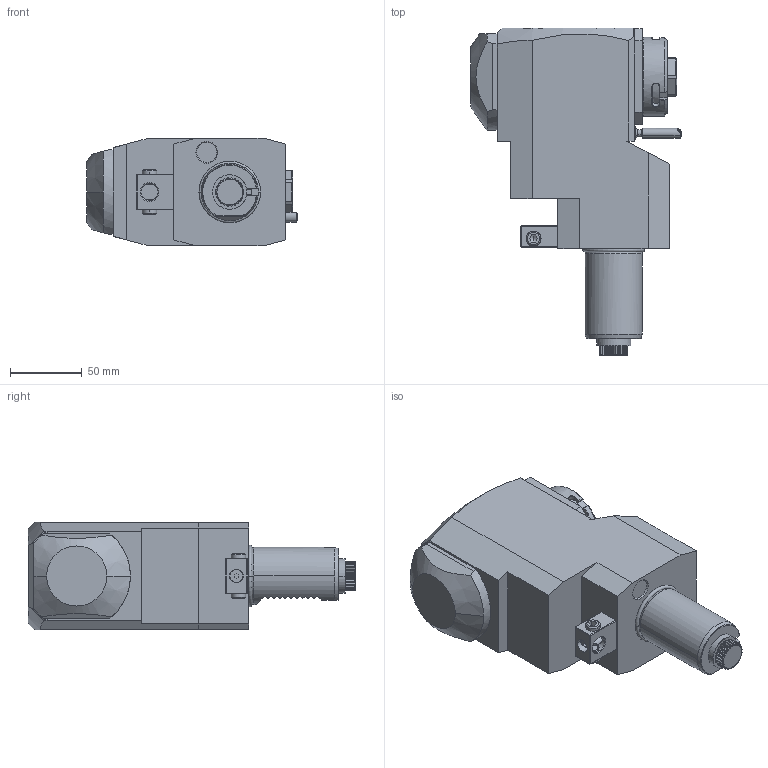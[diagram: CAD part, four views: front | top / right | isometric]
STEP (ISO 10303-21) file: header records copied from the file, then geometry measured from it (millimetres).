
FILE_DESCRIPTION((''),'2;1');
FILE_NAME('NGT1_40_435_25_1_1_120T','2024-10-28T',('vali'),('NOVA GRUP'),'PRO/ENGINEER BY PARAMETRIC TECHNOLOGY CORPORATION, 2010280','PRO/ENGINEER BY PARAMETRIC TECHNOLOGY CORPORATION, 2010280','');
FILE_SCHEMA(('CONFIG_CONTROL_DESIGN'));
Length unit declared in the file: millimetre
Products named in the file (1): NGT1_40_435_25_1_1_120T
Bounding box: 147.33 x 229 x 75 mm (x, y, z)
Volume: 1270185.5 mm3; surface area: 88598.3 mm2
Topology: 1 solids, 1 shells, 449 faces, 1252 edges, 817 vertices
Faces by surface type: plane 189, cylinder 166, cone 80, bspline 8, torus 4, sphere 2
Entity records: 18793 total; most frequent: CARTESIAN_POINT 7690, ORIENTED_EDGE 2496, DIRECTION 2076, EDGE_CURVE 1248, VERTEX_POINT 817, AXIS2_PLACEMENT_3D 740, VECTOR 596, LINE 596
